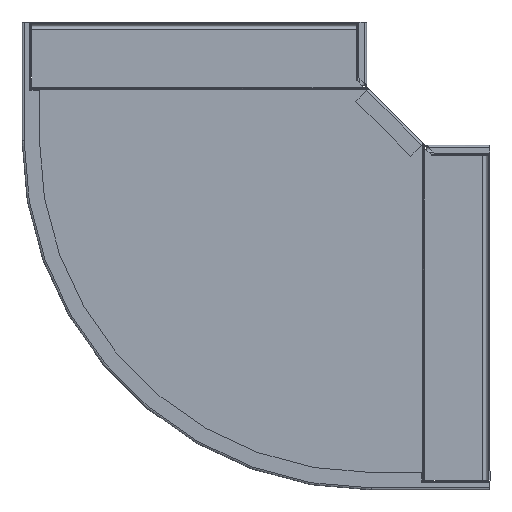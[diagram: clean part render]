
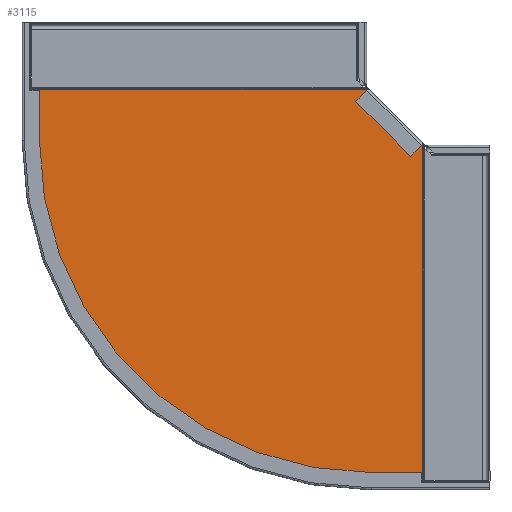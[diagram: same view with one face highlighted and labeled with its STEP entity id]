
A CAD part, front view. The second image highlights one B-rep face of the part: STEP entity #3115.
In plain terms, the highlighted planar face has unit normal (0, -1, 0).
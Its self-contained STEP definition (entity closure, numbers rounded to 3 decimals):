
#45 = CARTESIAN_POINT ( 'NONE',  ( 23.412, -0.75, -311.412 ) ) ;
#52 = VERTEX_POINT ( 'NONE', #1760 ) ;
#196 = CARTESIAN_POINT ( 'NONE',  ( 23.412, -0.75, -317.912 ) ) ;
#245 = ORIENTED_EDGE ( 'NONE', *, *, #3494, .T. ) ;
#344 = DIRECTION ( 'NONE',  ( 0., 0., -1. ) ) ;
#483 = LINE ( 'NONE', #2555, #900 ) ;
#621 = PLANE ( 'NONE',  #3575 ) ;
#635 = CARTESIAN_POINT ( 'NONE',  ( -317.912, -0.75, 23.412 ) ) ;
#704 = AXIS2_PLACEMENT_3D ( 'NONE', #2234, #2152, #3885 ) ;
#737 = CARTESIAN_POINT ( 'NONE',  ( -311.412, -0.75, 23.412 ) ) ;
#777 = CARTESIAN_POINT ( 'NONE',  ( 24.071, -0.75, -311.412 ) ) ;
#786 = EDGE_CURVE ( 'NONE', #5350, #52, #1311, .T. ) ;
#900 = VECTOR ( 'NONE', #5051, 1000. ) ;
#1121 = EDGE_CURVE ( 'NONE', #1254, #4618, #3317, .T. ) ;
#1186 = ORIENTED_EDGE ( 'NONE', *, *, #3388, .F. ) ;
#1213 = DIRECTION ( 'NONE',  ( 0., 0., -1. ) ) ;
#1220 = LINE ( 'NONE', #2890, #3750 ) ;
#1254 = VERTEX_POINT ( 'NONE', #4175 ) ;
#1302 = LINE ( 'NONE', #4677, #4952 ) ;
#1311 = CIRCLE ( 'NONE', #704, 298.25 ) ;
#1417 = DIRECTION ( 'NONE',  ( 0., -1., 0. ) ) ;
#1424 = ORIENTED_EDGE ( 'NONE', *, *, #4273, .F. ) ;
#1428 = VECTOR ( 'NONE', #3508, 1000. ) ;
#1609 = VECTOR ( 'NONE', #3119, 1000. ) ;
#1741 = VECTOR ( 'NONE', #2166, 1000. ) ;
#1757 = EDGE_CURVE ( 'NONE', #4756, #3198, #4666, .T. ) ;
#1760 = CARTESIAN_POINT ( 'NONE',  ( -317.912, -0.75, -19.662 ) ) ;
#1781 = LINE ( 'NONE', #3063, #1741 ) ;
#1811 = CARTESIAN_POINT ( 'NONE',  ( 75.912, -0.75, -311.412 ) ) ;
#1854 = EDGE_CURVE ( 'NONE', #52, #3547, #483, .T. ) ;
#1916 = LINE ( 'NONE', #2764, #1609 ) ;
#1951 = ORIENTED_EDGE ( 'NONE', *, *, #2307, .F. ) ;
#2109 = VERTEX_POINT ( 'NONE', #45 ) ;
#2152 = DIRECTION ( 'NONE',  ( 0., 1., 0. ) ) ;
#2166 = DIRECTION ( 'NONE',  ( 1., 0., 0. ) ) ;
#2184 = VECTOR ( 'NONE', #4742, 1000. ) ;
#2234 = CARTESIAN_POINT ( 'NONE',  ( -19.662, -0.75, -19.662 ) ) ;
#2307 = EDGE_CURVE ( 'NONE', #4756, #1254, #1916, .T. ) ;
#2333 = LINE ( 'NONE', #635, #3135 ) ;
#2346 = ORIENTED_EDGE ( 'NONE', *, *, #3984, .T. ) ;
#2399 = ORIENTED_EDGE ( 'NONE', *, *, #1121, .F. ) ;
#2417 = CARTESIAN_POINT ( 'NONE',  ( 24.071, -0.75, -19.662 ) ) ;
#2470 = CARTESIAN_POINT ( 'NONE',  ( -311.412, -0.75, 24.071 ) ) ;
#2555 = CARTESIAN_POINT ( 'NONE',  ( -317.912, -0.75, -19.662 ) ) ;
#2569 = DIRECTION ( 'NONE',  ( 0., 0., -1. ) ) ;
#2764 = CARTESIAN_POINT ( 'NONE',  ( -12.021, -0.75, 12.021 ) ) ;
#2890 = CARTESIAN_POINT ( 'NONE',  ( 23.412, -0.75, -317.912 ) ) ;
#3063 = CARTESIAN_POINT ( 'NONE',  ( -19.662, -0.75, -317.912 ) ) ;
#3102 = ORIENTED_EDGE ( 'NONE', *, *, #1757, .T. ) ;
#3115 = ADVANCED_FACE ( 'NONE', ( #4879 ), #621, .T. ) ;
#3119 = DIRECTION ( 'NONE',  ( 0.707, 0., -0.707 ) ) ;
#3135 = VECTOR ( 'NONE', #3581, 1000. ) ;
#3161 = ORIENTED_EDGE ( 'NONE', *, *, #1854, .F. ) ;
#3198 = VERTEX_POINT ( 'NONE', #2470 ) ;
#3317 = LINE ( 'NONE', #2417, #4283 ) ;
#3388 = EDGE_CURVE ( 'NONE', #4618, #2109, #4225, .T. ) ;
#3490 = CARTESIAN_POINT ( 'NONE',  ( -19.662, -0.75, -19.662 ) ) ;
#3494 = EDGE_CURVE ( 'NONE', #3918, #3547, #2333, .T. ) ;
#3508 = DIRECTION ( 'NONE',  ( -1., 0., 0. ) ) ;
#3547 = VERTEX_POINT ( 'NONE', #4928 ) ;
#3575 = AXIS2_PLACEMENT_3D ( 'NONE', #3490, #1417, #4752 ) ;
#3581 = DIRECTION ( 'NONE',  ( -1., 0., 0. ) ) ;
#3646 = EDGE_CURVE ( 'NONE', #5350, #3807, #1781, .T. ) ;
#3750 = VECTOR ( 'NONE', #344, 1000. ) ;
#3807 = VERTEX_POINT ( 'NONE', #196 ) ;
#3885 = DIRECTION ( 'NONE',  ( 0., 0., -1. ) ) ;
#3918 = VERTEX_POINT ( 'NONE', #737 ) ;
#3984 = EDGE_CURVE ( 'NONE', #3198, #3918, #1302, .T. ) ;
#4175 = CARTESIAN_POINT ( 'NONE',  ( 24.071, -0.75, -24.071 ) ) ;
#4225 = LINE ( 'NONE', #1811, #2184 ) ;
#4259 = ORIENTED_EDGE ( 'NONE', *, *, #786, .F. ) ;
#4273 = EDGE_CURVE ( 'NONE', #2109, #3807, #1220, .T. ) ;
#4277 = CARTESIAN_POINT ( 'NONE',  ( -24.071, -0.75, 24.071 ) ) ;
#4283 = VECTOR ( 'NONE', #1213, 1000. ) ;
#4346 = CARTESIAN_POINT ( 'NONE',  ( -19.662, -0.75, -317.912 ) ) ;
#4389 = ORIENTED_EDGE ( 'NONE', *, *, #3646, .T. ) ;
#4618 = VERTEX_POINT ( 'NONE', #777 ) ;
#4644 = CARTESIAN_POINT ( 'NONE',  ( -19.662, -0.75, 24.071 ) ) ;
#4666 = LINE ( 'NONE', #4644, #1428 ) ;
#4677 = CARTESIAN_POINT ( 'NONE',  ( -311.412, -0.75, 75.912 ) ) ;
#4742 = DIRECTION ( 'NONE',  ( -1., 0., 0. ) ) ;
#4752 = DIRECTION ( 'NONE',  ( 0., 0., -1. ) ) ;
#4756 = VERTEX_POINT ( 'NONE', #4277 ) ;
#4879 = FACE_OUTER_BOUND ( 'NONE', #4919, .T. ) ;
#4919 = EDGE_LOOP ( 'NONE', ( #1951, #3102, #2346, #245, #3161, #4259, #4389, #1424, #1186, #2399 ) ) ;
#4928 = CARTESIAN_POINT ( 'NONE',  ( -317.912, -0.75, 23.412 ) ) ;
#4952 = VECTOR ( 'NONE', #2569, 1000. ) ;
#5051 = DIRECTION ( 'NONE',  ( 0., 0., 1. ) ) ;
#5350 = VERTEX_POINT ( 'NONE', #4346 ) ;
